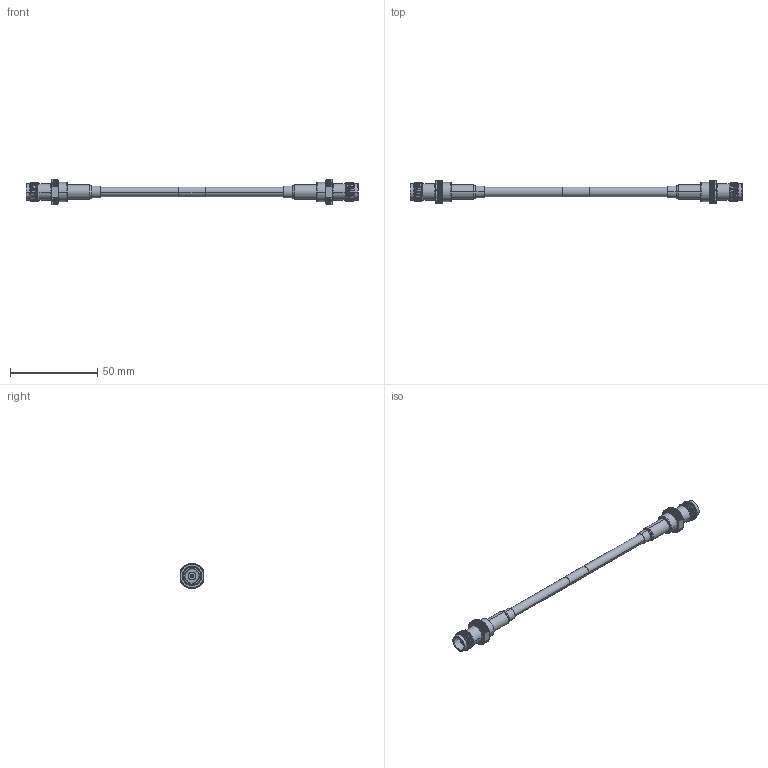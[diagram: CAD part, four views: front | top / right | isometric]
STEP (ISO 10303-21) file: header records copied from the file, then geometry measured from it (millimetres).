
FILE_DESCRIPTION (( 'STEP AP203' ), '1' );
FILE_NAME ('FMCA2771.STEP', '2022-03-09T20:21:39', ( '' ), ( '' ), 'SwSTEP 2.0', 'SolidWorks 2021', '' );
FILE_SCHEMA (( 'CONFIG_CONTROL_DESIGN' ));
Length unit declared in the file: millimetre
Products named in the file (4): FMCA2771; CA-240-MA1_.75" Long; FMCN1752_WITH FERRULE; RG223_with label
Assembly tree (5 placements, depth 2):
  FMCA2771
    RG223_with label
    CA-240-MA1_.75" Long  x2
    FMCN1752_WITH FERRULE  x2
Bounding box: 190.41 x 12.7 x 14.47 mm (x, y, z)
Volume: 7312.2 mm3; surface area: 9075.2 mm2
Topology: 8 solids, 8 shells, 736 faces, 1654 edges, 952 vertices
Faces by surface type: plane 278, cone 240, cylinder 192, torus 20, bspline 6
Entity records: 12483 total; most frequent: CARTESIAN_POINT 4114, ORIENTED_EDGE 1672, DIRECTION 1644, EDGE_CURVE 836, AXIS2_PLACEMENT_3D 694, VERTEX_POINT 482, EDGE_LOOP 388, FACE_OUTER_BOUND 373
